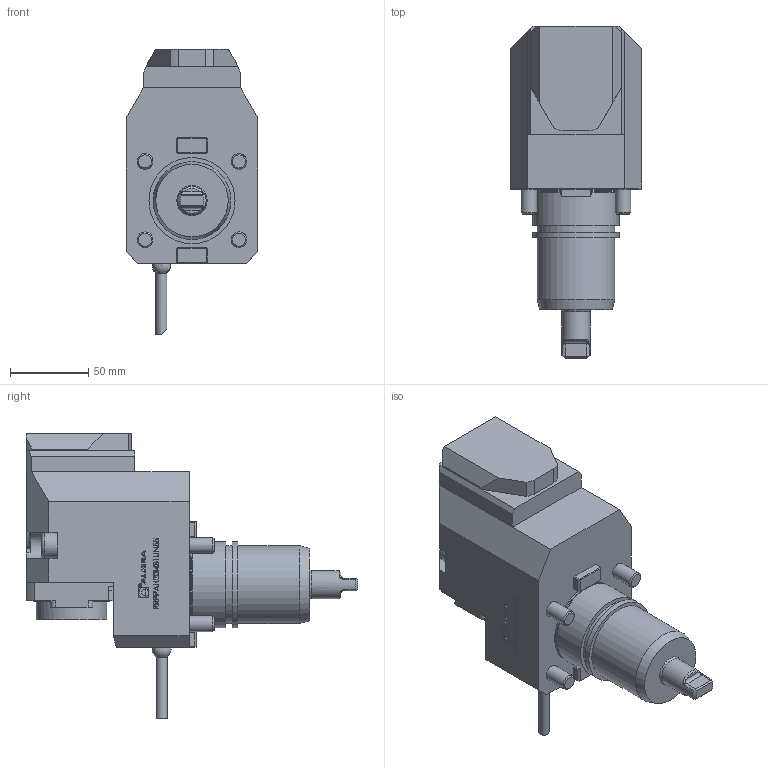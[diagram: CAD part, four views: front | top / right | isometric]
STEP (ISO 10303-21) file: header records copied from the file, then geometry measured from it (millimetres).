
FILE_DESCRIPTION (( 'STEP AP214' ), '1' );
FILE_NAME ('RRPPAH20I421UN55.STEP', '2026-01-28T10:51:26', ( '' ), ( '' ), 'SwSTEP 2.0', 'SolidWorks 2023', '' );
FILE_SCHEMA (( 'AUTOMOTIVE_DESIGN' ));
Length unit declared in the file: millimetre
Products named in the file (1): RRPPAH20I421UN55
Bounding box: 84 x 211.8 x 182 mm (x, y, z)
Volume: 1067293 mm3; surface area: 84347.1 mm2
Topology: 1 solids, 1 shells, 592 faces, 1544 edges, 1010 vertices
Faces by surface type: plane 394, cylinder 84, bspline 83, cone 24, torus 6, sphere 1
Full cylindrical faces by diameter (mm): 1.7 x1, 2.1 x1, 4 x1, 6.366 x1, 7 x1, 10 x4, 16 x4, 16.5 x2, 18 x1, 45 x1, 49.7 x2, 54.6 x1, 55 x2
Entity records: 26527 total; most frequent: CARTESIAN_POINT 9258, ORIENTED_EDGE 2958, DIRECTION 2477, EDGE_CURVE 1479, LINE 1043, VECTOR 1043, VERTEX_POINT 988, AXIS2_PLACEMENT_3D 717
